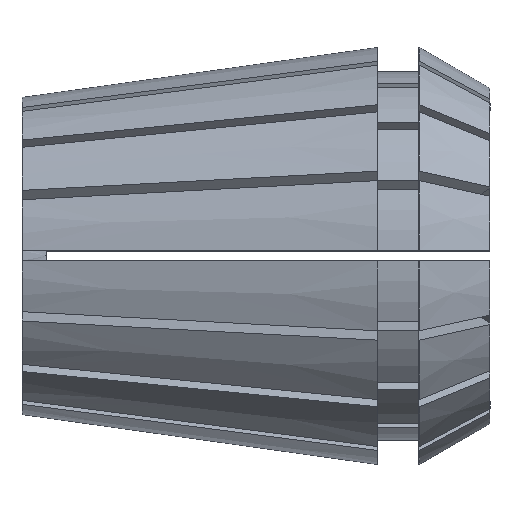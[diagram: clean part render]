
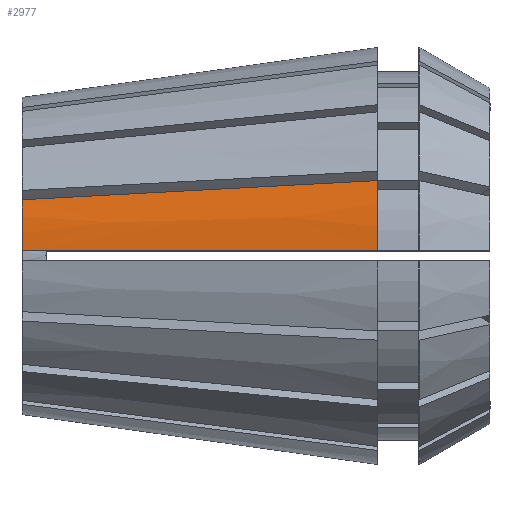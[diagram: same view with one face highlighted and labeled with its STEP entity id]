
A CAD part, top view. The second image highlights one B-rep face of the part: STEP entity #2977.
In plain terms, the highlighted conical face has half-angle 8 degrees and reference radius 20.5 mm.
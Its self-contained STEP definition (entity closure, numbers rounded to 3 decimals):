
#22 = CARTESIAN_POINT ( 'NONE',  ( 11.633, 6.129, 16.104 ) ) ;
#66 = CARTESIAN_POINT ( 'NONE',  ( 0., 0.5, 15.587 ) ) ;
#213 = VERTEX_POINT ( 'NONE', #66 ) ;
#249 = CIRCLE ( 'NONE', #4506, 15.595 ) ;
#386 = ORIENTED_EDGE ( 'NONE', *, *, #1377, .T. ) ;
#449 = FACE_OUTER_BOUND ( 'NONE', #4942, .T. ) ;
#559 = AXIS2_PLACEMENT_3D ( 'NONE', #4033, #1383, #4493 ) ;
#671 = CARTESIAN_POINT ( 'NONE',  ( 34.084, 0.5, 20.38 ) ) ;
#1016 = ORIENTED_EDGE ( 'NONE', *, *, #5795, .F. ) ;
#1027 = DIRECTION ( 'NONE',  ( 0., 0., -1. ) ) ;
#1121 = CARTESIAN_POINT ( 'NONE',  ( 33.268, 0.5, 20.265 ) ) ;
#1177 = AXIS2_PLACEMENT_3D ( 'NONE', #4123, #1460, #1027 ) ;
#1219 = CONICAL_SURFACE ( 'NONE', #1177, 20.5, 0.14 ) ;
#1307 = ORIENTED_EDGE ( 'NONE', *, *, #4442, .T. ) ;
#1373 = CARTESIAN_POINT ( 'NONE',  ( 34.9, 7.381, 19.126 ) ) ;
#1377 = EDGE_CURVE ( 'NONE', #2038, #4879, #4131, .T. ) ;
#1383 = DIRECTION ( 'NONE',  ( -1., 0., 0. ) ) ;
#1460 = DIRECTION ( 'NONE',  ( 1., 0., 0. ) ) ;
#1479 = ORIENTED_EDGE ( 'NONE', *, *, #4153, .F. ) ;
#1567 = CARTESIAN_POINT ( 'NONE',  ( 23.065, 0.5, 18.83 ) ) ;
#1797 = B_SPLINE_CURVE_WITH_KNOTS ( 'NONE', 3,
 ( #1373, #3579, #22, #4482 ),
 .UNSPECIFIED., .F., .F.,
 ( 4, 4 ),
 ( 0., 0.035 ),
 .UNSPECIFIED. ) ;
#2006 = CARTESIAN_POINT ( 'NONE',  ( 4.29, 0.5, 16.191 ) ) ;
#2038 = VERTEX_POINT ( 'NONE', #2719 ) ;
#2048 = CARTESIAN_POINT ( 'NONE',  ( 0., 0., 0. ) ) ;
#2461 = CARTESIAN_POINT ( 'NONE',  ( 1.43, 0.5, 15.789 ) ) ;
#2504 = DIRECTION ( 'NONE',  ( 0., 0., 1. ) ) ;
#2719 = CARTESIAN_POINT ( 'NONE',  ( 34.9, 0.5, 20.494 ) ) ;
#2840 = B_SPLINE_CURVE_WITH_KNOTS ( 'NONE', 3,
 ( #3766, #671, #1121, #4225, #1567, #4671, #2006, #5113, #2461, #5582 ),
 .UNSPECIFIED., .F., .F.,
 ( 4, 3, 3, 4 ),
 ( 0.076, 0.079, 0.107, 0.111 ),
 .UNSPECIFIED. ) ;
#2977 = ADVANCED_FACE ( 'NONE', ( #449 ), #1219, .T. ) ;
#3579 = CARTESIAN_POINT ( 'NONE',  ( 23.267, 6.755, 17.615 ) ) ;
#3766 = CARTESIAN_POINT ( 'NONE',  ( 34.9, 0.5, 20.494 ) ) ;
#3913 = CARTESIAN_POINT ( 'NONE',  ( 0., 5.503, 14.592 ) ) ;
#4033 = CARTESIAN_POINT ( 'NONE',  ( 34.9, 0., 0. ) ) ;
#4123 = CARTESIAN_POINT ( 'NONE',  ( 34.9, 0., 0. ) ) ;
#4131 = CIRCLE ( 'NONE', #559, 20.5 ) ;
#4153 = EDGE_CURVE ( 'NONE', #2038, #213, #2840, .T. ) ;
#4225 = CARTESIAN_POINT ( 'NONE',  ( 32.452, 0.5, 20.15 ) ) ;
#4388 = CARTESIAN_POINT ( 'NONE',  ( 34.9, 7.381, 19.126 ) ) ;
#4442 = EDGE_CURVE ( 'NONE', #4879, #5544, #1797, .T. ) ;
#4482 = CARTESIAN_POINT ( 'NONE',  ( 0., 5.503, 14.592 ) ) ;
#4493 = DIRECTION ( 'NONE',  ( 0., 0., 1. ) ) ;
#4506 = AXIS2_PLACEMENT_3D ( 'NONE', #2048, #5156, #2504 ) ;
#4671 = CARTESIAN_POINT ( 'NONE',  ( 13.678, 0.5, 17.511 ) ) ;
#4879 = VERTEX_POINT ( 'NONE', #4388 ) ;
#4942 = EDGE_LOOP ( 'NONE', ( #386, #1307, #1016, #1479 ) ) ;
#5113 = CARTESIAN_POINT ( 'NONE',  ( 2.86, 0.5, 15.99 ) ) ;
#5156 = DIRECTION ( 'NONE',  ( -1., 0., 0. ) ) ;
#5544 = VERTEX_POINT ( 'NONE', #3913 ) ;
#5582 = CARTESIAN_POINT ( 'NONE',  ( 0., 0.5, 15.587 ) ) ;
#5795 = EDGE_CURVE ( 'NONE', #213, #5544, #249, .T. ) ;
